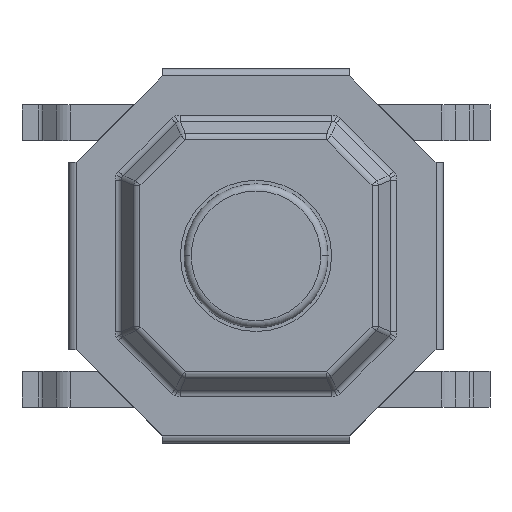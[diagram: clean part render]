
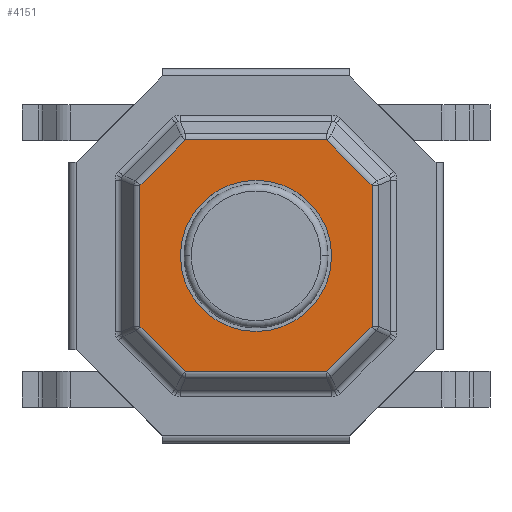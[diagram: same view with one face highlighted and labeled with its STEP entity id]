
A CAD part, top view. The second image highlights one B-rep face of the part: STEP entity #4151.
In plain terms, the highlighted planar face has unit normal (0, 0, 1).
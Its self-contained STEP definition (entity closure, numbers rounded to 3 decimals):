
#3062 = VERTEX_POINT('',#3063);
#3063 = CARTESIAN_POINT('',(1.05,-0.001,1.25));
#3069 = EDGE_CURVE('',#3070,#3062,#3072,.T.);
#3070 = VERTEX_POINT('',#3071);
#3071 = CARTESIAN_POINT('',(-1.05,-0.001,1.25));
#3072 = CIRCLE('',#3073,1.05);
#3073 = AXIS2_PLACEMENT_3D('',#3074,#3075,#3076);
#3074 = CARTESIAN_POINT('',(0.,-0.001,1.25));
#3075 = DIRECTION('',(0.,0.,1.));
#3076 = DIRECTION('',(1.,0.,-0.));
#4151 = ADVANCED_FACE('',(#4152,#4218),#4228,.F.);
#4152 = FACE_BOUND('',#4153,.T.);
#4153 = EDGE_LOOP('',(#4154,#4164,#4172,#4180,#4188,#4196,#4204,#4212));
#4154 = ORIENTED_EDGE('',*,*,#4155,.T.);
#4155 = EDGE_CURVE('',#4156,#4158,#4160,.T.);
#4156 = VERTEX_POINT('',#4157);
#4157 = CARTESIAN_POINT('',(0.98,1.611,1.25
    ));
#4158 = VERTEX_POINT('',#4159);
#4159 = CARTESIAN_POINT('',(-0.98,1.611,
    1.25));
#4160 = LINE('',#4161,#4162);
#4161 = CARTESIAN_POINT('',(0.,1.611,1.25));
#4162 = VECTOR('',#4163,1.);
#4163 = DIRECTION('',(-1.,-0.,-0.));
#4164 = ORIENTED_EDGE('',*,*,#4165,.T.);
#4165 = EDGE_CURVE('',#4158,#4166,#4168,.T.);
#4166 = VERTEX_POINT('',#4167);
#4167 = CARTESIAN_POINT('',(-1.611,0.98,
    1.25));
#4168 = LINE('',#4169,#4170);
#4169 = CARTESIAN_POINT('',(-1.296,1.295,
    1.25));
#4170 = VECTOR('',#4171,1.);
#4171 = DIRECTION('',(-0.707,-0.707,-0.));
#4172 = ORIENTED_EDGE('',*,*,#4173,.T.);
#4173 = EDGE_CURVE('',#4166,#4174,#4176,.T.);
#4174 = VERTEX_POINT('',#4175);
#4175 = CARTESIAN_POINT('',(-1.611,-0.981,
    1.25));
#4176 = LINE('',#4177,#4178);
#4177 = CARTESIAN_POINT('',(-1.611,-0.001,
    1.25));
#4178 = VECTOR('',#4179,1.);
#4179 = DIRECTION('',(-0.,-1.,-0.));
#4180 = ORIENTED_EDGE('',*,*,#4181,.T.);
#4181 = EDGE_CURVE('',#4174,#4182,#4184,.T.);
#4182 = VERTEX_POINT('',#4183);
#4183 = CARTESIAN_POINT('',(-0.98,-1.612,
    1.25));
#4184 = LINE('',#4185,#4186);
#4185 = CARTESIAN_POINT('',(-1.296,-1.296,
    1.25));
#4186 = VECTOR('',#4187,1.);
#4187 = DIRECTION('',(0.707,-0.707,0.));
#4188 = ORIENTED_EDGE('',*,*,#4189,.T.);
#4189 = EDGE_CURVE('',#4182,#4190,#4192,.T.);
#4190 = VERTEX_POINT('',#4191);
#4191 = CARTESIAN_POINT('',(0.98,-1.612,
    1.25));
#4192 = LINE('',#4193,#4194);
#4193 = CARTESIAN_POINT('',(0.,-1.612,1.25));
#4194 = VECTOR('',#4195,1.);
#4195 = DIRECTION('',(1.,0.,0.));
#4196 = ORIENTED_EDGE('',*,*,#4197,.T.);
#4197 = EDGE_CURVE('',#4190,#4198,#4200,.T.);
#4198 = VERTEX_POINT('',#4199);
#4199 = CARTESIAN_POINT('',(1.611,-0.981,
    1.25));
#4200 = LINE('',#4201,#4202);
#4201 = CARTESIAN_POINT('',(1.296,-1.296,
    1.25));
#4202 = VECTOR('',#4203,1.);
#4203 = DIRECTION('',(0.707,0.707,0.));
#4204 = ORIENTED_EDGE('',*,*,#4205,.T.);
#4205 = EDGE_CURVE('',#4198,#4206,#4208,.T.);
#4206 = VERTEX_POINT('',#4207);
#4207 = CARTESIAN_POINT('',(1.611,0.98,1.25
    ));
#4208 = LINE('',#4209,#4210);
#4209 = CARTESIAN_POINT('',(1.611,-0.001,
    1.25));
#4210 = VECTOR('',#4211,1.);
#4211 = DIRECTION('',(0.,1.,0.));
#4212 = ORIENTED_EDGE('',*,*,#4213,.T.);
#4213 = EDGE_CURVE('',#4206,#4156,#4214,.T.);
#4214 = LINE('',#4215,#4216);
#4215 = CARTESIAN_POINT('',(1.296,1.295,1.25
    ));
#4216 = VECTOR('',#4217,1.);
#4217 = DIRECTION('',(-0.707,0.707,0.));
#4218 = FACE_BOUND('',#4219,.T.);
#4219 = EDGE_LOOP('',(#4220,#4227));
#4220 = ORIENTED_EDGE('',*,*,#4221,.F.);
#4221 = EDGE_CURVE('',#3062,#3070,#4222,.T.);
#4222 = CIRCLE('',#4223,1.05);
#4223 = AXIS2_PLACEMENT_3D('',#4224,#4225,#4226);
#4224 = CARTESIAN_POINT('',(0.,-0.001,1.25));
#4225 = DIRECTION('',(0.,0.,1.));
#4226 = DIRECTION('',(1.,0.,-0.));
#4227 = ORIENTED_EDGE('',*,*,#3069,.F.);
#4228 = PLANE('',#4229);
#4229 = AXIS2_PLACEMENT_3D('',#4230,#4231,#4232);
#4230 = CARTESIAN_POINT('',(0.,-0.001,1.25));
#4231 = DIRECTION('',(0.,0.,-1.));
#4232 = DIRECTION('',(-1.,0.,0.));
